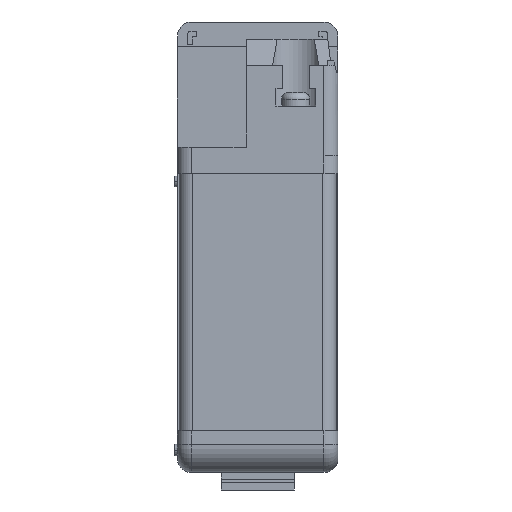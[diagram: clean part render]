
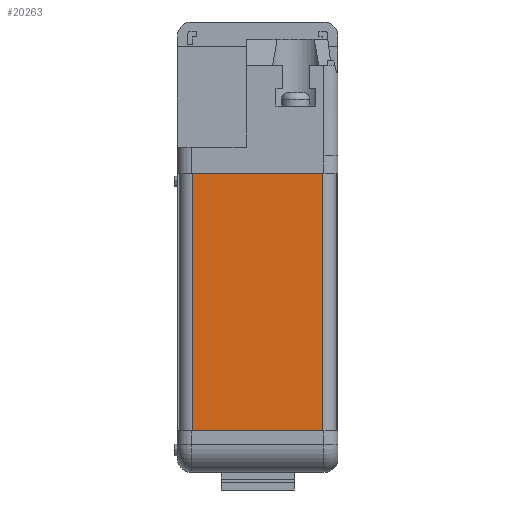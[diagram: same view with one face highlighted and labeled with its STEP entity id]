
A CAD part, front view. The second image highlights one B-rep face of the part: STEP entity #20263.
In plain terms, the highlighted planar face has unit normal (0, -1, 0).
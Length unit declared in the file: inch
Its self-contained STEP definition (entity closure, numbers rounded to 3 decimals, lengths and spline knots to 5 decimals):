
#880 = EDGE_CURVE ( 'NONE', #8363, #9645, #7980, .T. ) ;
#1788 = DIRECTION ( 'NONE',  ( -1., 0., 0. ) ) ;
#1851 = LINE ( 'NONE', #17883, #12269 ) ;
#2962 = VECTOR ( 'NONE', #19112, 39.37008 ) ;
#5153 = EDGE_LOOP ( 'NONE', ( #5645, #24672, #18812, #7759 ) ) ;
#5325 = CARTESIAN_POINT ( 'NONE',  ( 0.5775, -2.9375, 0.655 ) ) ;
#5645 = ORIENTED_EDGE ( 'NONE', *, *, #13202, .F. ) ;
#6434 = CARTESIAN_POINT ( 'NONE',  ( -0.5775, -2.9375, 0.655 ) ) ;
#6984 = CARTESIAN_POINT ( 'NONE',  ( 0.5775, -2.9375, 0.655 ) ) ;
#7759 = ORIENTED_EDGE ( 'NONE', *, *, #23158, .T. ) ;
#7980 = LINE ( 'NONE', #21824, #23066 ) ;
#8241 = CARTESIAN_POINT ( 'NONE',  ( -0.5775, -2.9375, -1.63 ) ) ;
#8363 = VERTEX_POINT ( 'NONE', #6984 ) ;
#8503 = CARTESIAN_POINT ( 'NONE',  ( 0.5775, -2.9375, -1.63 ) ) ;
#8886 = DIRECTION ( 'NONE',  ( 0., -1., 0. ) ) ;
#9645 = VERTEX_POINT ( 'NONE', #8503 ) ;
#9843 = EDGE_CURVE ( 'NONE', #8363, #23298, #18025, .T. ) ;
#10748 = PLANE ( 'NONE',  #10994 ) ;
#10994 = AXIS2_PLACEMENT_3D ( 'NONE', #20631, #8886, #22638 ) ;
#12009 = VERTEX_POINT ( 'NONE', #8241 ) ;
#12269 = VECTOR ( 'NONE', #23683, 39.37008 ) ;
#13202 = EDGE_CURVE ( 'NONE', #9645, #12009, #22986, .T. ) ;
#17730 = VECTOR ( 'NONE', #1788, 39.37008 ) ;
#17883 = CARTESIAN_POINT ( 'NONE',  ( -0.5775, -2.9375, 0.655 ) ) ;
#18025 = LINE ( 'NONE', #5325, #2962 ) ;
#18812 = ORIENTED_EDGE ( 'NONE', *, *, #9843, .T. ) ;
#19112 = DIRECTION ( 'NONE',  ( -1., 0., 0. ) ) ;
#20263 = ADVANCED_FACE ( 'NONE', ( #24740 ), #10748, .T. ) ;
#20631 = CARTESIAN_POINT ( 'NONE',  ( 0.5775, -2.9375, 0.655 ) ) ;
#21824 = CARTESIAN_POINT ( 'NONE',  ( 0.5775, -2.9375, 0.655 ) ) ;
#22638 = DIRECTION ( 'NONE',  ( 0., 0., -1. ) ) ;
#22986 = LINE ( 'NONE', #25367, #17730 ) ;
#23066 = VECTOR ( 'NONE', #23830, 39.37008 ) ;
#23158 = EDGE_CURVE ( 'NONE', #23298, #12009, #1851, .T. ) ;
#23298 = VERTEX_POINT ( 'NONE', #6434 ) ;
#23683 = DIRECTION ( 'NONE',  ( 0., 0., -1. ) ) ;
#23830 = DIRECTION ( 'NONE',  ( 0., 0., -1. ) ) ;
#24672 = ORIENTED_EDGE ( 'NONE', *, *, #880, .F. ) ;
#24740 = FACE_OUTER_BOUND ( 'NONE', #5153, .T. ) ;
#25367 = CARTESIAN_POINT ( 'NONE',  ( 0.5775, -2.9375, -1.63 ) ) ;
